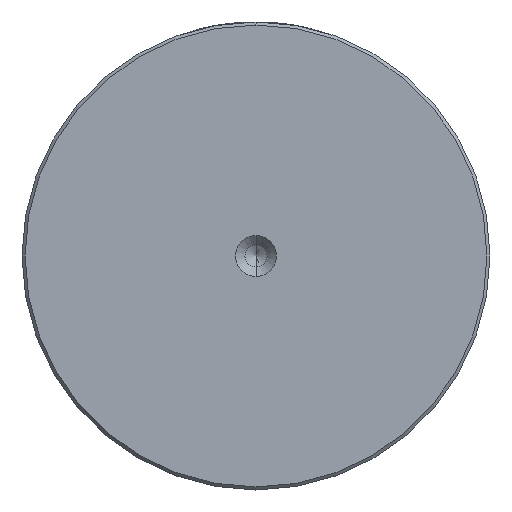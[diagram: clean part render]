
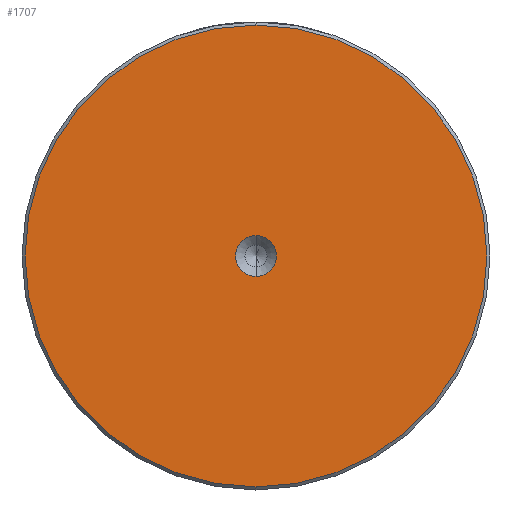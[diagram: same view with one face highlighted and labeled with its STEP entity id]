
A CAD part, left-side view. The second image highlights one B-rep face of the part: STEP entity #1707.
In plain terms, the highlighted planar face has unit normal (-1, 0, 0).
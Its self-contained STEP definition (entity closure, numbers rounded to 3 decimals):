
#83 = EDGE_CURVE ( 'NONE', #597, #999, #2611, .T. ) ;
#126 = CARTESIAN_POINT ( 'NONE',  ( 0., 0., -37.5 ) ) ;
#200 = CARTESIAN_POINT ( 'NONE',  ( 0., 0., 0. ) ) ;
#232 = AXIS2_PLACEMENT_3D ( 'NONE', #2690, #1175, #2935 ) ;
#263 = CARTESIAN_POINT ( 'NONE',  ( 0., 0., 0. ) ) ;
#346 = AXIS2_PLACEMENT_3D ( 'NONE', #263, #2026, #526 ) ;
#514 = AXIS2_PLACEMENT_3D ( 'NONE', #2521, #1017, #2773 ) ;
#526 = DIRECTION ( 'NONE',  ( 0., 0., 1. ) ) ;
#597 = VERTEX_POINT ( 'NONE', #126 ) ;
#792 = DIRECTION ( 'NONE',  ( -1., 0., 0. ) ) ;
#999 = VERTEX_POINT ( 'NONE', #3114 ) ;
#1017 = DIRECTION ( 'NONE',  ( -1., 0., 0. ) ) ;
#1099 = AXIS2_PLACEMENT_3D ( 'NONE', #200, #1418, #1139 ) ;
#1120 = ORIENTED_EDGE ( 'NONE', *, *, #2819, .F. ) ;
#1139 = DIRECTION ( 'NONE',  ( 0., 0., 1. ) ) ;
#1170 = VERTEX_POINT ( 'NONE', #2539 ) ;
#1175 = DIRECTION ( 'NONE',  ( -1., 0., 0. ) ) ;
#1236 = EDGE_LOOP ( 'NONE', ( #1391, #1120 ) ) ;
#1339 = CIRCLE ( 'NONE', #346, 3.3 ) ;
#1349 = ORIENTED_EDGE ( 'NONE', *, *, #1948, .T. ) ;
#1391 = ORIENTED_EDGE ( 'NONE', *, *, #1945, .F. ) ;
#1418 = DIRECTION ( 'NONE',  ( -1., 0., 0. ) ) ;
#1419 = EDGE_LOOP ( 'NONE', ( #2993, #1349 ) ) ;
#1655 = CIRCLE ( 'NONE', #514, 37.5 ) ;
#1707 = ADVANCED_FACE ( 'NONE', ( #1903, #2950 ), #1799, .T. ) ;
#1755 = CARTESIAN_POINT ( 'NONE',  ( 0., 0., -3.3 ) ) ;
#1799 = PLANE ( 'NONE',  #2995 ) ;
#1903 = FACE_OUTER_BOUND ( 'NONE', #1419, .T. ) ;
#1945 = EDGE_CURVE ( 'NONE', #1170, #3242, #1339, .T. ) ;
#1948 = EDGE_CURVE ( 'NONE', #999, #597, #1655, .T. ) ;
#2026 = DIRECTION ( 'NONE',  ( -1., 0., 0. ) ) ;
#2521 = CARTESIAN_POINT ( 'NONE',  ( 0., 0., 0. ) ) ;
#2539 = CARTESIAN_POINT ( 'NONE',  ( 0., 0., 3.3 ) ) ;
#2544 = DIRECTION ( 'NONE',  ( 0., 0., 1. ) ) ;
#2611 = CIRCLE ( 'NONE', #1099, 37.5 ) ;
#2690 = CARTESIAN_POINT ( 'NONE',  ( 0., 0., 0. ) ) ;
#2773 = DIRECTION ( 'NONE',  ( 0., 0., 1. ) ) ;
#2819 = EDGE_CURVE ( 'NONE', #3242, #1170, #3218, .T. ) ;
#2935 = DIRECTION ( 'NONE',  ( 0., 0., 1. ) ) ;
#2950 = FACE_BOUND ( 'NONE', #1236, .T. ) ;
#2993 = ORIENTED_EDGE ( 'NONE', *, *, #83, .T. ) ;
#2995 = AXIS2_PLACEMENT_3D ( 'NONE', #3042, #792, #2544 ) ;
#3042 = CARTESIAN_POINT ( 'NONE',  ( 0., 0., 0. ) ) ;
#3114 = CARTESIAN_POINT ( 'NONE',  ( 0., 0., 37.5 ) ) ;
#3218 = CIRCLE ( 'NONE', #232, 3.3 ) ;
#3242 = VERTEX_POINT ( 'NONE', #1755 ) ;
